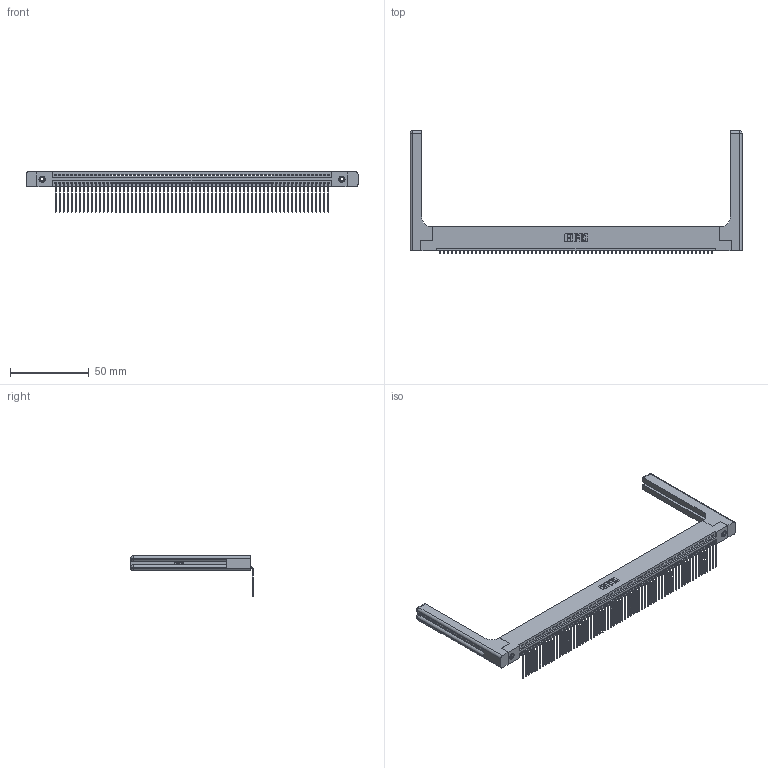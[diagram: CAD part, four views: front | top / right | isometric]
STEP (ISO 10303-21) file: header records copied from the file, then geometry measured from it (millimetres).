
FILE_DESCRIPTION (( 'STEP AP203' ), '1' );
FILE_NAME ('395-069-559-158.STEP', '2019-10-25T22:31:23', ( '' ), ( '' ), 'SwSTEP 2.0', 'SolidWorks 2016', '' );
FILE_SCHEMA (( 'CONFIG_CONTROL_DESIGN' ));
Length unit declared in the file: inch
Products named in the file (5): 345 Part_Flush Mounting Lugs - 0.156 Dia-TH; 345-220-058_345-220-058; 395-069-559-158; 345-292-001_558 559 Tail - 1; 345-250-001_345-250-001-102
Assembly tree (74 placements, depth 2):
  395-069-559-158
    345 Part_Flush Mounting Lugs - 0.156 Dia-TH
    345-292-001_558 559 Tail - 1  x69
    345-250-001_345-250-001-102  x2
    345-220-058_345-220-058  x2
Bounding box: 210.29 x 77.71 x 25.53 mm (x, y, z)
Volume: 28929.3 mm3; surface area: 34165.4 mm2
Topology: 74 solids, 74 shells, 4522 faces, 13565 edges, 8930 vertices
Faces by surface type: plane 3126, cylinder 1336, bspline 36, cone 12, sphere 8, torus 4
Entity records: 53562 total; most frequent: CARTESIAN_POINT 10248, ORIENTED_EDGE 9048, DIRECTION 7858, EDGE_CURVE 4524, LINE 4024, VECTOR 4024, VERTEX_POINT 3006, AXIS2_PLACEMENT_3D 1917
